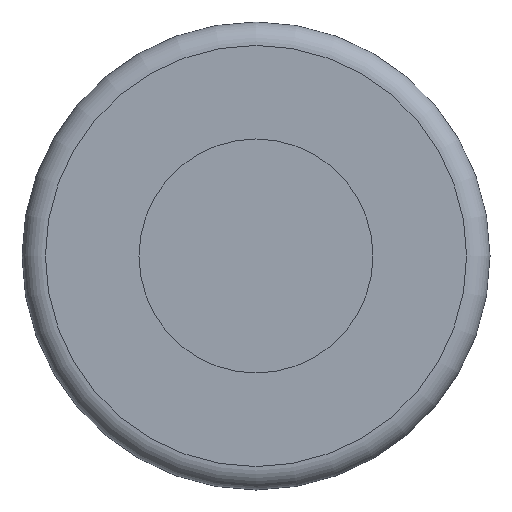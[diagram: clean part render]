
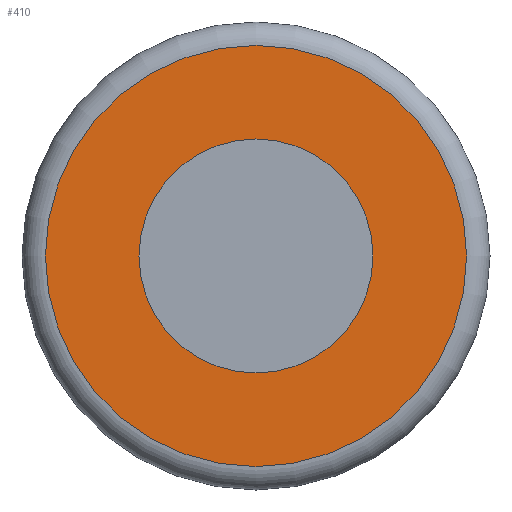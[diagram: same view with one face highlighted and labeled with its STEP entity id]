
A CAD part, front view. The second image highlights one B-rep face of the part: STEP entity #410.
In plain terms, the highlighted planar face has unit normal (0, -1, 0).
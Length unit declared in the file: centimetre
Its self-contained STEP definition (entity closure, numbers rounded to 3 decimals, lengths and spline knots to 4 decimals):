
#176=PLANE('',#433);
#194=VERTEX_POINT('',#526);
#197=VERTEX_POINT('',#534);
#224=CIRCLE('',#429,0.45);
#227=CIRCLE('',#434,0.25);
#230=EDGE_CURVE('',#194,#194,#224,.T.);
#233=EDGE_CURVE('',#197,#197,#227,.T.);
#276=ORIENTED_EDGE('',*,*,#233,.T.);
#277=ORIENTED_EDGE('',*,*,#230,.F.);
#360=EDGE_LOOP('',(#276));
#361=EDGE_LOOP('',(#277));
#386=FACE_BOUND('',#360,.T.);
#387=FACE_BOUND('',#361,.T.);
#410=ADVANCED_FACE('',(#386,#387),#176,.T.);
#429=AXIS2_PLACEMENT_3D('',#525,#455,#456);
#433=AXIS2_PLACEMENT_3D('',#532,#463,$);
#434=AXIS2_PLACEMENT_3D('',#533,#464,#465);
#455=DIRECTION('',(0.,1.,0.));
#456=DIRECTION('',(-0.45,0.,0.));
#463=DIRECTION('',(0.,-1.,0.));
#464=DIRECTION('',(0.,1.,0.));
#465=DIRECTION('',(0.25,0.,0.));
#525=CARTESIAN_POINT('',(0.,0.,0.));
#526=CARTESIAN_POINT('',(0.45,0.,0.));
#532=CARTESIAN_POINT('',(0.375,0.,0.));
#533=CARTESIAN_POINT('',(0.,0.,0.));
#534=CARTESIAN_POINT('',(0.25,0.,0.));
